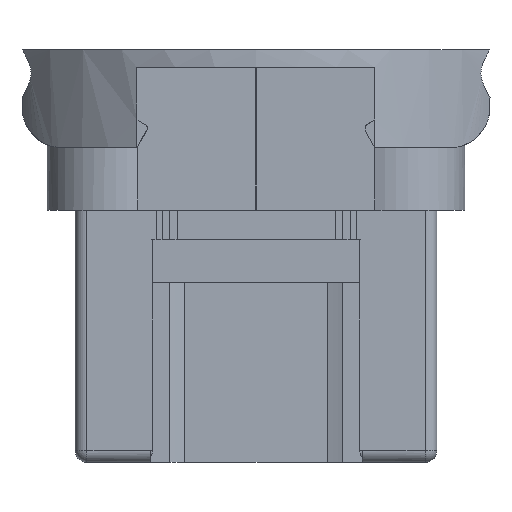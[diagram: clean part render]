
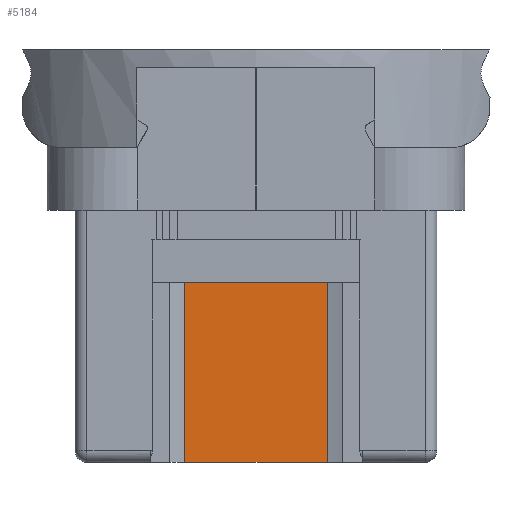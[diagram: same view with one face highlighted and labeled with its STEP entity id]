
A CAD part, left-side view. The second image highlights one B-rep face of the part: STEP entity #5184.
In plain terms, the highlighted planar face has unit normal (-1, 0, 0).
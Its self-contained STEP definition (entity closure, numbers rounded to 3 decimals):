
#192=PLANE('',#5565);
#465=FACE_OUTER_BOUND('',#761,.T.);
#761=EDGE_LOOP('',(#4694,#4695,#4696,#4697));
#1523=LINE('',#14803,#1952);
#1524=LINE('',#14807,#1953);
#1525=LINE('',#14809,#1954);
#1526=LINE('',#14810,#1955);
#1952=VECTOR('',#6712,10.);
#1953=VECTOR('',#6717,10.);
#1954=VECTOR('',#6718,10.);
#1955=VECTOR('',#6719,10.);
#2457=VERTEX_POINT('',#14800);
#2458=VERTEX_POINT('',#14802);
#2459=VERTEX_POINT('',#14806);
#2460=VERTEX_POINT('',#14808);
#3214=EDGE_CURVE('',#2457,#2458,#1523,.T.);
#3216=EDGE_CURVE('',#2459,#2457,#1524,.T.);
#3217=EDGE_CURVE('',#2459,#2460,#1525,.T.);
#3218=EDGE_CURVE('',#2460,#2458,#1526,.T.);
#4694=ORIENTED_EDGE('',*,*,#3216,.F.);
#4695=ORIENTED_EDGE('',*,*,#3217,.T.);
#4696=ORIENTED_EDGE('',*,*,#3218,.T.);
#4697=ORIENTED_EDGE('',*,*,#3214,.F.);
#5184=ADVANCED_FACE('',(#465),#192,.F.);
#5565=AXIS2_PLACEMENT_3D('',#14805,#6715,#6716);
#6712=DIRECTION('',(0.,0.,1.));
#6715=DIRECTION('center_axis',(1.,0.,0.));
#6716=DIRECTION('ref_axis',(0.,1.,0.));
#6717=DIRECTION('',(0.,1.,0.));
#6718=DIRECTION('',(0.,0.,1.));
#6719=DIRECTION('',(0.,1.,0.));
#14800=CARTESIAN_POINT('',(20.377,6.028,-34.84));
#14802=CARTESIAN_POINT('',(20.377,6.028,-19.64));
#14803=CARTESIAN_POINT('',(20.377,6.028,-34.84));
#14805=CARTESIAN_POINT('Origin',(20.377,-6.028,-34.84));
#14806=CARTESIAN_POINT('',(20.377,-6.028,-34.84));
#14807=CARTESIAN_POINT('',(20.377,-3.014,-34.84));
#14808=CARTESIAN_POINT('',(20.377,-6.028,-19.64));
#14809=CARTESIAN_POINT('',(20.377,-6.028,-34.84));
#14810=CARTESIAN_POINT('',(20.377,5.897,-19.64));
